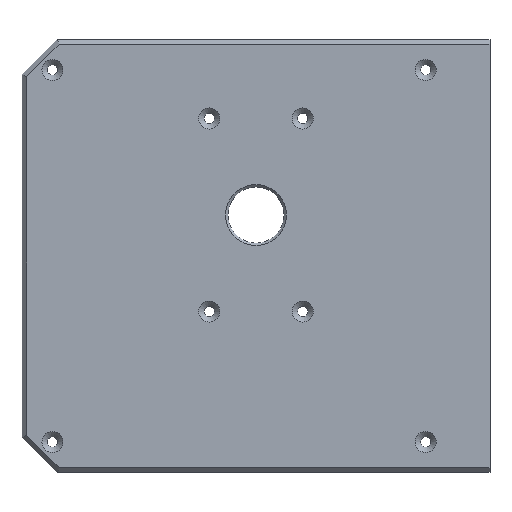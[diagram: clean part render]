
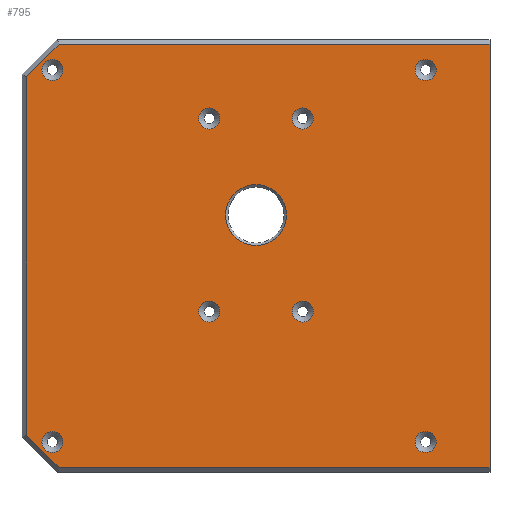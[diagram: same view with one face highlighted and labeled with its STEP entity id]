
A CAD part, top view. The second image highlights one B-rep face of the part: STEP entity #795.
In plain terms, the highlighted planar face has unit normal (0, 0, 1).
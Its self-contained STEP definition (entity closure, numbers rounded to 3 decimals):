
#34=FACE_BOUND('',#130,.T.);
#35=FACE_BOUND('',#131,.T.);
#36=FACE_BOUND('',#132,.T.);
#37=FACE_BOUND('',#133,.T.);
#38=FACE_BOUND('',#134,.T.);
#39=FACE_BOUND('',#135,.T.);
#40=FACE_BOUND('',#136,.T.);
#41=FACE_BOUND('',#137,.T.);
#42=FACE_BOUND('',#138,.T.);
#57=PLANE('',#854);
#80=FACE_OUTER_BOUND('',#129,.T.);
#129=EDGE_LOOP('',(#601,#602,#603,#604,#605,#606));
#130=EDGE_LOOP('',(#607));
#131=EDGE_LOOP('',(#608));
#132=EDGE_LOOP('',(#609));
#133=EDGE_LOOP('',(#610));
#134=EDGE_LOOP('',(#611));
#135=EDGE_LOOP('',(#612));
#136=EDGE_LOOP('',(#613));
#137=EDGE_LOOP('',(#614));
#138=EDGE_LOOP('',(#615));
#191=LINE('',#1234,#257);
#194=LINE('',#1240,#260);
#197=LINE('',#1246,#263);
#200=LINE('',#1252,#266);
#202=LINE('',#1256,#268);
#205=LINE('',#1261,#271);
#257=VECTOR('',#980,10.);
#260=VECTOR('',#985,10.);
#263=VECTOR('',#990,10.);
#266=VECTOR('',#995,10.);
#268=VECTOR('',#999,10.);
#271=VECTOR('',#1004,10.);
#321=CIRCLE('',#855,13.);
#322=CIRCLE('',#856,4.5);
#323=CIRCLE('',#857,4.5);
#324=CIRCLE('',#858,4.5);
#325=CIRCLE('',#859,4.5);
#326=CIRCLE('',#860,4.5);
#327=CIRCLE('',#861,4.5);
#328=CIRCLE('',#862,4.5);
#329=CIRCLE('',#863,4.5);
#378=VERTEX_POINT('',#1231);
#379=VERTEX_POINT('',#1233);
#381=VERTEX_POINT('',#1239);
#383=VERTEX_POINT('',#1245);
#385=VERTEX_POINT('',#1251);
#386=VERTEX_POINT('',#1255);
#388=VERTEX_POINT('',#1262);
#389=VERTEX_POINT('',#1264);
#390=VERTEX_POINT('',#1266);
#391=VERTEX_POINT('',#1268);
#392=VERTEX_POINT('',#1270);
#393=VERTEX_POINT('',#1272);
#394=VERTEX_POINT('',#1274);
#395=VERTEX_POINT('',#1276);
#396=VERTEX_POINT('',#1278);
#458=EDGE_CURVE('',#378,#379,#191,.T.);
#461=EDGE_CURVE('',#379,#381,#194,.T.);
#464=EDGE_CURVE('',#381,#383,#197,.T.);
#467=EDGE_CURVE('',#383,#385,#200,.T.);
#469=EDGE_CURVE('',#385,#386,#202,.T.);
#472=EDGE_CURVE('',#378,#386,#205,.T.);
#473=EDGE_CURVE('',#388,#388,#321,.T.);
#474=EDGE_CURVE('',#389,#389,#322,.T.);
#475=EDGE_CURVE('',#390,#390,#323,.T.);
#476=EDGE_CURVE('',#391,#391,#324,.T.);
#477=EDGE_CURVE('',#392,#392,#325,.T.);
#478=EDGE_CURVE('',#393,#393,#326,.T.);
#479=EDGE_CURVE('',#394,#394,#327,.T.);
#480=EDGE_CURVE('',#395,#395,#328,.T.);
#481=EDGE_CURVE('',#396,#396,#329,.T.);
#601=ORIENTED_EDGE('',*,*,#469,.F.);
#602=ORIENTED_EDGE('',*,*,#467,.F.);
#603=ORIENTED_EDGE('',*,*,#464,.F.);
#604=ORIENTED_EDGE('',*,*,#461,.F.);
#605=ORIENTED_EDGE('',*,*,#458,.F.);
#606=ORIENTED_EDGE('',*,*,#472,.T.);
#607=ORIENTED_EDGE('',*,*,#473,.F.);
#608=ORIENTED_EDGE('',*,*,#474,.F.);
#609=ORIENTED_EDGE('',*,*,#475,.F.);
#610=ORIENTED_EDGE('',*,*,#476,.F.);
#611=ORIENTED_EDGE('',*,*,#477,.F.);
#612=ORIENTED_EDGE('',*,*,#478,.F.);
#613=ORIENTED_EDGE('',*,*,#479,.F.);
#614=ORIENTED_EDGE('',*,*,#480,.F.);
#615=ORIENTED_EDGE('',*,*,#481,.F.);
#795=ADVANCED_FACE('',(#80,#34,#35,#36,#37,#38,#39,#40,#41,#42),#57,.T.);
#854=AXIS2_PLACEMENT_3D('',#1260,#1002,#1003);
#855=AXIS2_PLACEMENT_3D('',#1263,#1005,#1006);
#856=AXIS2_PLACEMENT_3D('',#1265,#1007,#1008);
#857=AXIS2_PLACEMENT_3D('',#1267,#1009,#1010);
#858=AXIS2_PLACEMENT_3D('',#1269,#1011,#1012);
#859=AXIS2_PLACEMENT_3D('',#1271,#1013,#1014);
#860=AXIS2_PLACEMENT_3D('',#1273,#1015,#1016);
#861=AXIS2_PLACEMENT_3D('',#1275,#1017,#1018);
#862=AXIS2_PLACEMENT_3D('',#1277,#1019,#1020);
#863=AXIS2_PLACEMENT_3D('',#1279,#1021,#1022);
#980=DIRECTION('',(-1.,0.,0.));
#985=DIRECTION('',(-0.707,0.707,0.));
#990=DIRECTION('',(0.,1.,0.));
#995=DIRECTION('',(0.707,0.707,0.));
#999=DIRECTION('',(1.,0.,0.));
#1002=DIRECTION('center_axis',(0.,0.,1.));
#1003=DIRECTION('ref_axis',(1.,0.,0.));
#1004=DIRECTION('',(0.,1.,0.));
#1005=DIRECTION('center_axis',(0.,0.,1.));
#1006=DIRECTION('ref_axis',(-1.,0.,0.));
#1007=DIRECTION('center_axis',(0.,0.,1.));
#1008=DIRECTION('ref_axis',(1.,0.,0.));
#1009=DIRECTION('center_axis',(0.,0.,1.));
#1010=DIRECTION('ref_axis',(1.,0.,0.));
#1011=DIRECTION('center_axis',(0.,0.,1.));
#1012=DIRECTION('ref_axis',(-1.,0.,0.));
#1013=DIRECTION('center_axis',(0.,0.,1.));
#1014=DIRECTION('ref_axis',(-1.,0.,0.));
#1015=DIRECTION('center_axis',(0.,0.,1.));
#1016=DIRECTION('ref_axis',(-1.,0.,0.));
#1017=DIRECTION('center_axis',(0.,0.,1.));
#1018=DIRECTION('ref_axis',(-1.,0.,0.));
#1019=DIRECTION('center_axis',(0.,0.,1.));
#1020=DIRECTION('ref_axis',(1.,0.,0.));
#1021=DIRECTION('center_axis',(0.,0.,1.));
#1022=DIRECTION('ref_axis',(1.,0.,0.));
#1231=CARTESIAN_POINT('',(195.,2.,40.));
#1233=CARTESIAN_POINT('',(10.828,2.,40.));
#1234=CARTESIAN_POINT('',(45.,2.,40.));
#1239=CARTESIAN_POINT('',(-3.,15.828,40.));
#1240=CARTESIAN_POINT('',(5.789,7.039,40.));
#1245=CARTESIAN_POINT('',(-3.,169.172,40.));
#1246=CARTESIAN_POINT('',(-3.,138.75,40.));
#1251=CARTESIAN_POINT('',(10.828,183.,40.));
#1252=CARTESIAN_POINT('',(5.789,177.961,40.));
#1255=CARTESIAN_POINT('',(195.,183.,40.));
#1256=CARTESIAN_POINT('',(145.,183.,40.));
#1260=CARTESIAN_POINT('Origin',(95.,92.5,40.));
#1261=CARTESIAN_POINT('',(195.,0.,40.));
#1262=CARTESIAN_POINT('',(108.,110.,40.));
#1263=CARTESIAN_POINT('Origin',(95.,110.,40.));
#1264=CARTESIAN_POINT('',(110.5,68.75,40.));
#1265=CARTESIAN_POINT('Origin',(115.,68.75,40.));
#1266=CARTESIAN_POINT('',(70.5,151.25,40.));
#1267=CARTESIAN_POINT('Origin',(75.,151.25,40.));
#1268=CARTESIAN_POINT('',(172.,172.,40.));
#1269=CARTESIAN_POINT('Origin',(167.5,172.,40.));
#1270=CARTESIAN_POINT('',(12.5,13.,40.));
#1271=CARTESIAN_POINT('Origin',(8.,13.,40.));
#1272=CARTESIAN_POINT('',(12.5,172.,40.));
#1273=CARTESIAN_POINT('Origin',(8.,172.,40.));
#1274=CARTESIAN_POINT('',(172.,13.,40.));
#1275=CARTESIAN_POINT('Origin',(167.5,13.,40.));
#1276=CARTESIAN_POINT('',(110.45,151.246,40.));
#1277=CARTESIAN_POINT('Origin',(114.95,151.246,40.));
#1278=CARTESIAN_POINT('',(70.5,68.75,40.));
#1279=CARTESIAN_POINT('Origin',(75.,68.75,40.));
